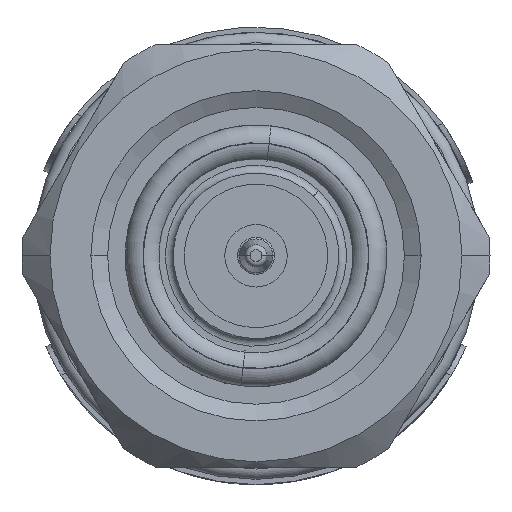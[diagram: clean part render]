
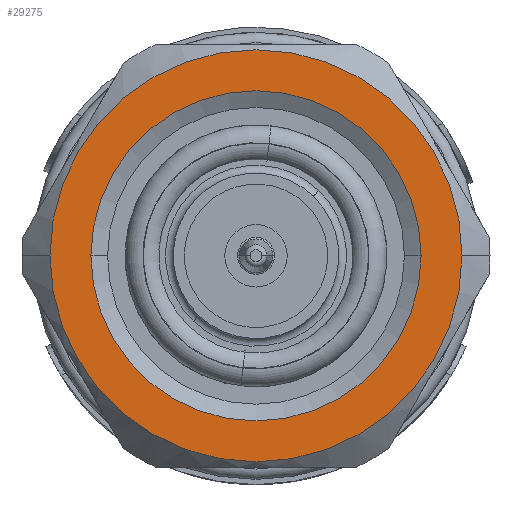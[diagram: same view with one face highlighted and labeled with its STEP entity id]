
A CAD part, left-side view. The second image highlights one B-rep face of the part: STEP entity #29275.
In plain terms, the highlighted planar face has unit normal (-1, 0, 0).
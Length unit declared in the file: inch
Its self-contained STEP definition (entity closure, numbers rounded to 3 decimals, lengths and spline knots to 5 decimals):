
#2 = CARTESIAN_POINT ( 'NONE',  ( -0.3185, 0., -0.3175 ) ) ;
#3312 = CARTESIAN_POINT ( 'NONE',  ( -0.3185, 0., 0. ) ) ;
#3588 = DIRECTION ( 'NONE',  ( 1., 0., 0. ) ) ;
#4027 = DIRECTION ( 'NONE',  ( -1., 0., 0. ) ) ;
#6495 = EDGE_LOOP ( 'NONE', ( #30923, #42576 ) ) ;
#7265 = AXIS2_PLACEMENT_3D ( 'NONE', #10152, #9410, #32554 ) ;
#9410 = DIRECTION ( 'NONE',  ( -1., 0., 0. ) ) ;
#10152 = CARTESIAN_POINT ( 'NONE',  ( -0.3185, 0., 0. ) ) ;
#11818 = VERTEX_POINT ( 'NONE', #71634 ) ;
#12039 = EDGE_CURVE ( 'NONE', #11818, #48162, #38262, .T. ) ;
#12277 = EDGE_CURVE ( 'NONE', #40134, #16728, #19063, .T. ) ;
#13622 = EDGE_LOOP ( 'NONE', ( #31195, #14386 ) ) ;
#14325 = CARTESIAN_POINT ( 'NONE',  ( -0.3185, 0.3175, 0. ) ) ;
#14386 = ORIENTED_EDGE ( 'NONE', *, *, #12277, .F. ) ;
#16728 = VERTEX_POINT ( 'NONE', #28497 ) ;
#17229 = DIRECTION ( 'NONE',  ( -1., 0., 0. ) ) ;
#19063 = CIRCLE ( 'NONE', #7265, 0.3175 ) ;
#21012 = FACE_OUTER_BOUND ( 'NONE', #6495, .T. ) ;
#26271 = PLANE ( 'NONE',  #57860 ) ;
#27143 = CARTESIAN_POINT ( 'NONE',  ( -0.3185, 0., 0. ) ) ;
#27375 = CIRCLE ( 'NONE', #46569, 0.39625 ) ;
#27487 = DIRECTION ( 'NONE',  ( 0., 0., 1. ) ) ;
#28497 = CARTESIAN_POINT ( 'NONE',  ( -0.3185, 0., 0.3175 ) ) ;
#29200 = CIRCLE ( 'NONE', #61536, 0.3175 ) ;
#29275 = ADVANCED_FACE ( 'NONE', ( #38276, #21012 ), #26271, .F. ) ;
#30923 = ORIENTED_EDGE ( 'NONE', *, *, #12039, .T. ) ;
#31195 = ORIENTED_EDGE ( 'NONE', *, *, #73566, .F. ) ;
#32554 = DIRECTION ( 'NONE',  ( 0., 0., 1. ) ) ;
#38262 = CIRCLE ( 'NONE', #39448, 0.39625 ) ;
#38276 = FACE_BOUND ( 'NONE', #13622, .T. ) ;
#39448 = AXIS2_PLACEMENT_3D ( 'NONE', #40490, #17229, #63352 ) ;
#40134 = VERTEX_POINT ( 'NONE', #2 ) ;
#40490 = CARTESIAN_POINT ( 'NONE',  ( -0.3185, 0., 0. ) ) ;
#42576 = ORIENTED_EDGE ( 'NONE', *, *, #67124, .T. ) ;
#46569 = AXIS2_PLACEMENT_3D ( 'NONE', #27143, #72511, #55651 ) ;
#48162 = VERTEX_POINT ( 'NONE', #60006 ) ;
#55651 = DIRECTION ( 'NONE',  ( 0., 0., 1. ) ) ;
#57860 = AXIS2_PLACEMENT_3D ( 'NONE', #14325, #3588, #61152 ) ;
#60006 = CARTESIAN_POINT ( 'NONE',  ( -0.3185, 0., 0.39625 ) ) ;
#61152 = DIRECTION ( 'NONE',  ( 0., 0., -1. ) ) ;
#61536 = AXIS2_PLACEMENT_3D ( 'NONE', #3312, #4027, #27487 ) ;
#63352 = DIRECTION ( 'NONE',  ( 0., 0., 1. ) ) ;
#67124 = EDGE_CURVE ( 'NONE', #48162, #11818, #27375, .T. ) ;
#71634 = CARTESIAN_POINT ( 'NONE',  ( -0.3185, 0., -0.39625 ) ) ;
#72511 = DIRECTION ( 'NONE',  ( -1., 0., 0. ) ) ;
#73566 = EDGE_CURVE ( 'NONE', #16728, #40134, #29200, .T. ) ;
